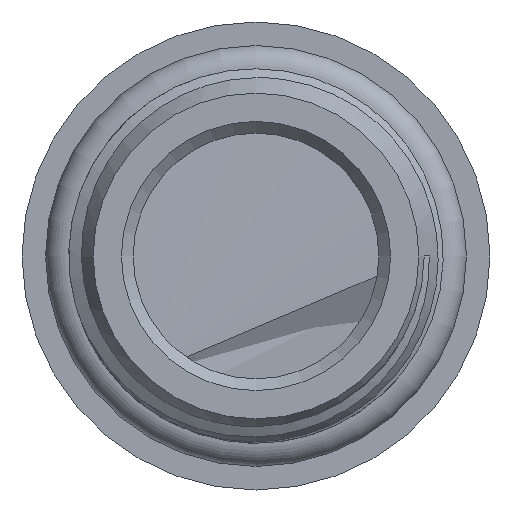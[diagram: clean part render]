
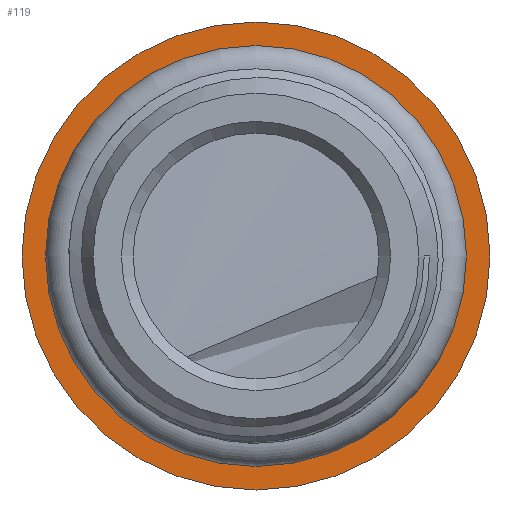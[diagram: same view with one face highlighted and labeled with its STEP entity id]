
A CAD part, front view. The second image highlights one B-rep face of the part: STEP entity #119.
In plain terms, the highlighted planar face has unit normal (0, -1, 0).
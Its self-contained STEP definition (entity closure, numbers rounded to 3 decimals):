
#119 = ADVANCED_FACE( 'NONE', ( #236, #237 ), #238, .T. );
#236 = FACE_OUTER_BOUND( '', #843, .T. );
#237 = FACE_BOUND( '', #844, .T. );
#238 = PLANE( '', #845 );
#843 = EDGE_LOOP( '', ( #1334 ) );
#844 = EDGE_LOOP( '', ( #1335 ) );
#845 = AXIS2_PLACEMENT_3D( '', #1336, #1337, #1338 );
#1334 = ORIENTED_EDGE( '', *, *, #1450, .T. );
#1335 = ORIENTED_EDGE( '', *, *, #1392, .T. );
#1336 = CARTESIAN_POINT( '', ( 10., 8.5, 0. ) );
#1337 = DIRECTION( '', ( 0., -1., 0. ) );
#1338 = DIRECTION( '', ( 0., 0., -1. ) );
#1392 = EDGE_CURVE( 'NONE', #1522, #1522, #1523, .T. );
#1450 = EDGE_CURVE( 'NONE', #1625, #1625, #1626, .T. );
#1522 = VERTEX_POINT( '', #2131 );
#1523 = CIRCLE( '', #2132, 8.995 );
#1625 = VERTEX_POINT( '', #2396 );
#1626 = CIRCLE( '', #2397, 10. );
#2131 = CARTESIAN_POINT( '', ( 0., 8.5, -8.995 ) );
#2132 = AXIS2_PLACEMENT_3D( '', #2536, #2537, #2538 );
#2396 = CARTESIAN_POINT( '', ( 0., 8.5, -10. ) );
#2397 = AXIS2_PLACEMENT_3D( '', #2630, #2631, #2632 );
#2536 = CARTESIAN_POINT( '', ( 0., 8.5, 0. ) );
#2537 = DIRECTION( '', ( 0., 1., 0. ) );
#2538 = DIRECTION( '', ( 0., 0., -1. ) );
#2630 = CARTESIAN_POINT( '', ( 0., 8.5, 0. ) );
#2631 = DIRECTION( '', ( 0., -1., 0. ) );
#2632 = DIRECTION( '', ( 0., 0., -1. ) );
